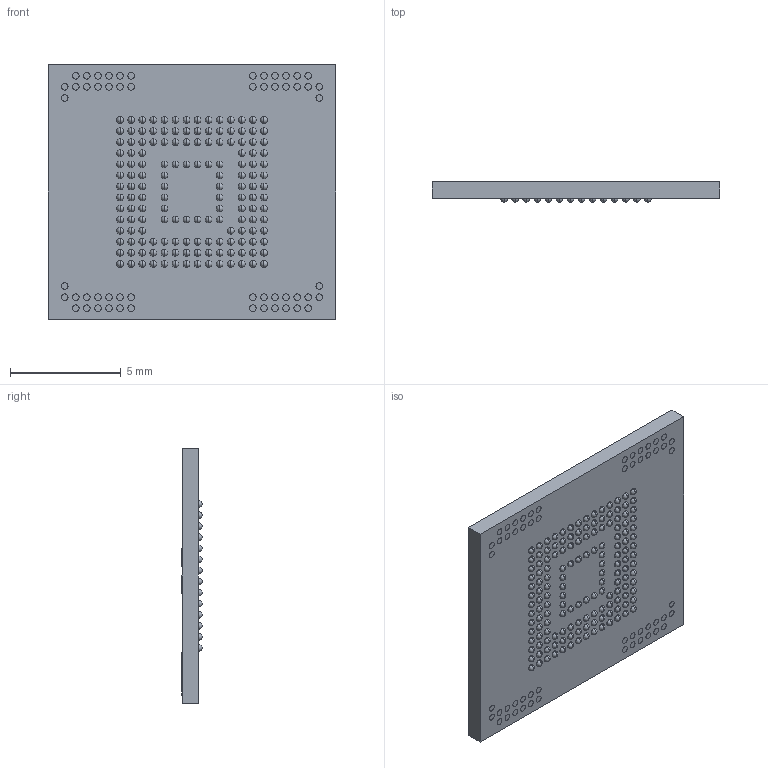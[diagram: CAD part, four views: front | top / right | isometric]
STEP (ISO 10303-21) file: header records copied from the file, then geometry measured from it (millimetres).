
FILE_DESCRIPTION (( 'STEP AP214' ), '1' );
FILE_NAME ('MTFC8GAKAJCN-1MWT.STEP', '2019-11-08T06:13:45', ( '' ), ( '' ), 'SwSTEP 2.0', 'SolidWorks 2016', '' );
FILE_SCHEMA (( 'AUTOMOTIVE_DESIGN' ));
Length unit declared in the file: millimetre
Products named in the file (1): MTFC8GAKAJCN-1MWT
Bounding box: 13 x 0.91 x 11.5 mm (x, y, z)
Volume: 111.9 mm3; surface area: 349.2 mm2
Topology: 1 solids, 1 shells, 1077 faces, 2967 edges, 1825 vertices
Faces by surface type: cylinder 420, sphere 306, plane 261, bspline 90
Entity records: 43382 total; most frequent: CARTESIAN_POINT 10458, DIRECTION 5297, ORIENTED_EDGE 4710, EDGE_CURVE 2355, AXIS2_PLACEMENT_3D 2134, VERTEX_POINT 1519, EDGE_LOOP 1316, CIRCLE 1146
